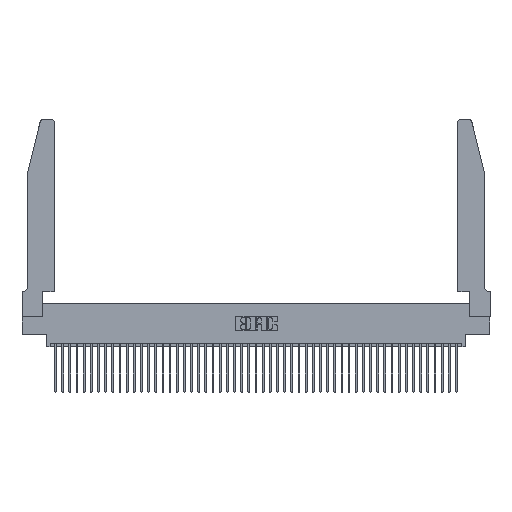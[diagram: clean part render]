
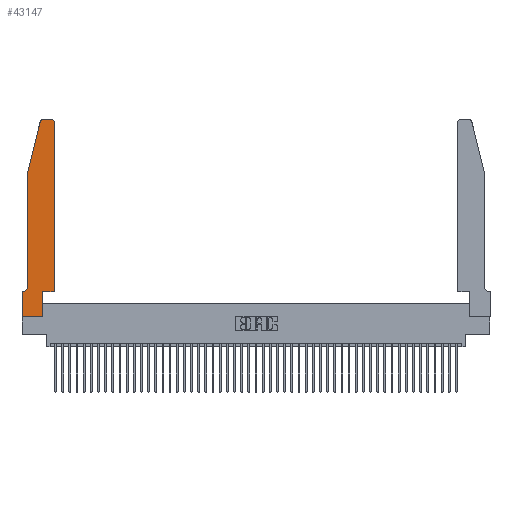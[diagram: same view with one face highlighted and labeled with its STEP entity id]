
A CAD part, top view. The second image highlights one B-rep face of the part: STEP entity #43147.
In plain terms, the highlighted planar face has unit normal (0, 0, 1).
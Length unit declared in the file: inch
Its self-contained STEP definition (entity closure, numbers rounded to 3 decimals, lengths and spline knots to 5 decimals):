
#900 = EDGE_CURVE ( 'NONE', #36031, #23460, #25871, .T. ) ;
#1775 = ORIENTED_EDGE ( 'NONE', *, *, #34626, .T. ) ;
#2062 = PLANE ( 'NONE',  #25443 ) ;
#4083 = CARTESIAN_POINT ( 'NONE',  ( 0.4505, 0.35, 0.37 ) ) ;
#4112 = AXIS2_PLACEMENT_3D ( 'NONE', #26412, #30138, #41220 ) ;
#4199 = CARTESIAN_POINT ( 'NONE',  ( 0.4505, 2.72, 0.37 ) ) ;
#5145 = CARTESIAN_POINT ( 'NONE',  ( 0., 0.35, 0.37 ) ) ;
#5214 = CARTESIAN_POINT ( 'NONE',  ( 0.0755, 0.42, 0.37 ) ) ;
#5485 = ORIENTED_EDGE ( 'NONE', *, *, #20769, .T. ) ;
#5677 = EDGE_CURVE ( 'NONE', #29159, #41583, #37566, .T. ) ;
#5776 = DIRECTION ( 'NONE',  ( 0., -1., 0. ) ) ;
#6504 = CARTESIAN_POINT ( 'NONE',  ( 0.4505, 0.35, 0.37 ) ) ;
#7435 = DIRECTION ( 'NONE',  ( 0., 0., 1. ) ) ;
#7570 = ORIENTED_EDGE ( 'NONE', *, *, #38780, .T. ) ;
#7852 = CARTESIAN_POINT ( 'NONE',  ( 0.2865, 0.35, 0.37 ) ) ;
#8913 = DIRECTION ( 'NONE',  ( 1., 0., 0. ) ) ;
#8971 = DIRECTION ( 'NONE',  ( -1., 0., 0. ) ) ;
#9564 = CARTESIAN_POINT ( 'NONE',  ( 0.4505, 0.35, 0.37 ) ) ;
#9721 = DIRECTION ( 'NONE',  ( 1., 0., 0. ) ) ;
#10021 = ORIENTED_EDGE ( 'NONE', *, *, #40526, .T. ) ;
#11121 = VERTEX_POINT ( 'NONE', #41978 ) ;
#11411 = DIRECTION ( 'NONE',  ( 1., 0., 0. ) ) ;
#12477 = CARTESIAN_POINT ( 'NONE',  ( 0.0055, 0.35, 0.37 ) ) ;
#13227 = VERTEX_POINT ( 'NONE', #4199 ) ;
#13536 = CARTESIAN_POINT ( 'NONE',  ( 0.2605, 2.75, 0.37 ) ) ;
#13927 = VERTEX_POINT ( 'NONE', #7852 ) ;
#13950 = VERTEX_POINT ( 'NONE', #15209 ) ;
#14169 = EDGE_CURVE ( 'NONE', #29944, #13227, #18683, .T. ) ;
#15209 = CARTESIAN_POINT ( 'NONE',  ( 0.0755, 2., 0.37 ) ) ;
#15860 = CARTESIAN_POINT ( 'NONE',  ( 0.4205, 2.75, 0.37 ) ) ;
#15946 = CARTESIAN_POINT ( 'NONE',  ( 0., 0., 0.37 ) ) ;
#16161 = CARTESIAN_POINT ( 'NONE',  ( 0., 0.35, 0.37 ) ) ;
#16625 = VECTOR ( 'NONE', #8971, 39.37008 ) ;
#16745 = VECTOR ( 'NONE', #46140, 39.37008 ) ;
#17005 = ORIENTED_EDGE ( 'NONE', *, *, #14169, .T. ) ;
#17899 = VECTOR ( 'NONE', #5776, 39.37008 ) ;
#17989 = ORIENTED_EDGE ( 'NONE', *, *, #20280, .T. ) ;
#18474 = CARTESIAN_POINT ( 'NONE',  ( 0.284, 2.75, 0.37 ) ) ;
#18580 = ORIENTED_EDGE ( 'NONE', *, *, #5677, .T. ) ;
#18683 = LINE ( 'NONE', #6504, #34207 ) ;
#20280 = EDGE_CURVE ( 'NONE', #13227, #44823, #40217, .T. ) ;
#20769 = EDGE_CURVE ( 'NONE', #13950, #36031, #32114, .T. ) ;
#21473 = CARTESIAN_POINT ( 'NONE',  ( 0., 0., 0.37 ) ) ;
#22232 = EDGE_CURVE ( 'NONE', #41583, #13927, #35778, .T. ) ;
#22270 = VECTOR ( 'NONE', #38578, 39.37008 ) ;
#22310 = CARTESIAN_POINT ( 'NONE',  ( 0.2865, 0., 0.37 ) ) ;
#23102 = CARTESIAN_POINT ( 'NONE',  ( 0.0755, 2., 0.37 ) ) ;
#23460 = VERTEX_POINT ( 'NONE', #12477 ) ;
#23555 = ORIENTED_EDGE ( 'NONE', *, *, #37822, .T. ) ;
#24070 = CARTESIAN_POINT ( 'NONE',  ( 0.0755, 0.35, 0.37 ) ) ;
#24172 = CARTESIAN_POINT ( 'NONE',  ( 0.0055, 0.42, 0.37 ) ) ;
#24331 = DIRECTION ( 'NONE',  ( -1., 0., 0. ) ) ;
#24350 = VECTOR ( 'NONE', #37908, 39.37008 ) ;
#25223 = DIRECTION ( 'NONE',  ( 0., 1., 0. ) ) ;
#25443 = AXIS2_PLACEMENT_3D ( 'NONE', #5145, #30864, #41937 ) ;
#25678 = EDGE_LOOP ( 'NONE', ( #44423, #10021, #23555, #5485, #39228, #45333, #7570, #18580, #26093, #1775, #17005, #17989 ) ) ;
#25681 = VERTEX_POINT ( 'NONE', #18474 ) ;
#25871 = CIRCLE ( 'NONE', #47125, 0.07 ) ;
#26093 = ORIENTED_EDGE ( 'NONE', *, *, #22232, .T. ) ;
#26388 = LINE ( 'NONE', #24070, #16625 ) ;
#26412 = CARTESIAN_POINT ( 'NONE',  ( 0.284, 2.72, 0.37 ) ) ;
#27329 = LINE ( 'NONE', #13536, #45770 ) ;
#28049 = DIRECTION ( 'NONE',  ( 0., 0., -1. ) ) ;
#28878 = LINE ( 'NONE', #34800, #17899 ) ;
#29159 = VERTEX_POINT ( 'NONE', #21473 ) ;
#29465 = CARTESIAN_POINT ( 'NONE',  ( 0.4205, 2.72, 0.37 ) ) ;
#29944 = VERTEX_POINT ( 'NONE', #4083 ) ;
#30138 = DIRECTION ( 'NONE',  ( 0., 0., 1. ) ) ;
#30864 = DIRECTION ( 'NONE',  ( 0., 0., 1. ) ) ;
#30983 = VECTOR ( 'NONE', #9721, 39.37008 ) ;
#31314 = FACE_OUTER_BOUND ( 'NONE', #25678, .T. ) ;
#31658 = CARTESIAN_POINT ( 'NONE',  ( 0.2865, 0.35, 0.37 ) ) ;
#31738 = DIRECTION ( 'NONE',  ( -1., 0., 0. ) ) ;
#31928 = VERTEX_POINT ( 'NONE', #16161 ) ;
#32114 = LINE ( 'NONE', #42500, #22270 ) ;
#32171 = LINE ( 'NONE', #9564, #30983 ) ;
#34207 = VECTOR ( 'NONE', #25223, 39.37008 ) ;
#34626 = EDGE_CURVE ( 'NONE', #13927, #29944, #32171, .T. ) ;
#34800 = CARTESIAN_POINT ( 'NONE',  ( 0., 0., 0.37 ) ) ;
#35778 = LINE ( 'NONE', #31658, #16745 ) ;
#36031 = VERTEX_POINT ( 'NONE', #5214 ) ;
#37521 = LINE ( 'NONE', #23102, #24350 ) ;
#37566 = LINE ( 'NONE', #15946, #43443 ) ;
#37822 = EDGE_CURVE ( 'NONE', #11121, #13950, #37521, .T. ) ;
#37908 = DIRECTION ( 'NONE',  ( -0.239, -0.971, 0. ) ) ;
#38578 = DIRECTION ( 'NONE',  ( 0., -1., 0. ) ) ;
#38780 = EDGE_CURVE ( 'NONE', #31928, #29159, #28878, .T. ) ;
#39228 = ORIENTED_EDGE ( 'NONE', *, *, #900, .T. ) ;
#40021 = EDGE_CURVE ( 'NONE', #23460, #31928, #26388, .T. ) ;
#40217 = CIRCLE ( 'NONE', #46108, 0.03 ) ;
#40526 = EDGE_CURVE ( 'NONE', #25681, #11121, #41580, .T. ) ;
#41220 = DIRECTION ( 'NONE',  ( 1., 0., 0. ) ) ;
#41580 = CIRCLE ( 'NONE', #4112, 0.03 ) ;
#41583 = VERTEX_POINT ( 'NONE', #22310 ) ;
#41937 = DIRECTION ( 'NONE',  ( 1., 0., 0. ) ) ;
#41978 = CARTESIAN_POINT ( 'NONE',  ( 0.25487, 2.72718, 0.37 ) ) ;
#42500 = CARTESIAN_POINT ( 'NONE',  ( 0.0755, 2., 0.37 ) ) ;
#42632 = EDGE_CURVE ( 'NONE', #44823, #25681, #27329, .T. ) ;
#43147 = ADVANCED_FACE ( 'NONE', ( #31314 ), #2062, .T. ) ;
#43443 = VECTOR ( 'NONE', #8913, 39.37008 ) ;
#44423 = ORIENTED_EDGE ( 'NONE', *, *, #42632, .T. ) ;
#44823 = VERTEX_POINT ( 'NONE', #15860 ) ;
#45333 = ORIENTED_EDGE ( 'NONE', *, *, #40021, .T. ) ;
#45770 = VECTOR ( 'NONE', #31738, 39.37008 ) ;
#46108 = AXIS2_PLACEMENT_3D ( 'NONE', #29465, #7435, #11411 ) ;
#46140 = DIRECTION ( 'NONE',  ( 0., 1., 0. ) ) ;
#47125 = AXIS2_PLACEMENT_3D ( 'NONE', #24172, #28049, #24331 ) ;
